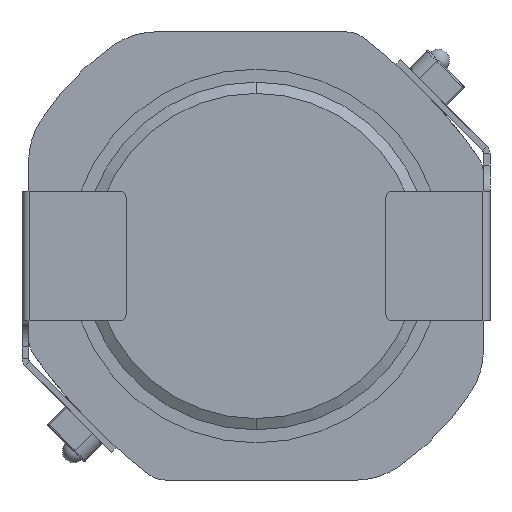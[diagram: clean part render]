
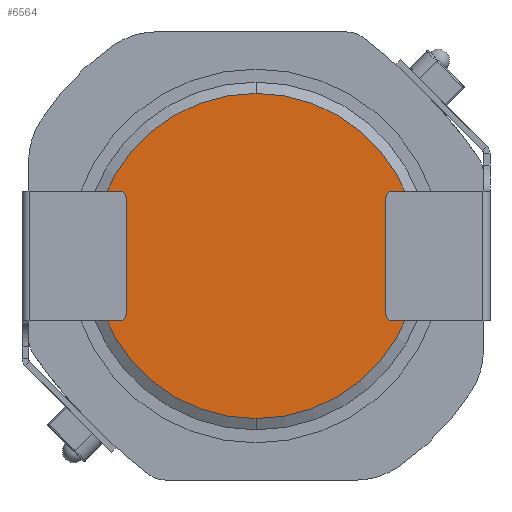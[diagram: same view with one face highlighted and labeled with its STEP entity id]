
A CAD part, front view. The second image highlights one B-rep face of the part: STEP entity #6564.
In plain terms, the highlighted planar face has unit normal (0, -1, 0).
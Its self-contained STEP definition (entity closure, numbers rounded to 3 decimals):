
#55 = CIRCLE ( 'NONE', #3155, 2.502 ) ;
#112 = VERTEX_POINT ( 'NONE', #446 ) ;
#446 = CARTESIAN_POINT ( 'NONE',  ( 0., 0.1, 2.502 ) ) ;
#710 = CIRCLE ( 'NONE', #9894, 2.502 ) ;
#1082 = DIRECTION ( 'NONE',  ( 0., 0., 1. ) ) ;
#1542 = FACE_OUTER_BOUND ( 'NONE', #9565, .T. ) ;
#2002 = EDGE_CURVE ( 'NONE', #112, #4243, #55, .T. ) ;
#2532 = CARTESIAN_POINT ( 'NONE',  ( 0., 0.1, -2.502 ) ) ;
#2683 = CARTESIAN_POINT ( 'NONE',  ( 0., 0.1, 0. ) ) ;
#2863 = ORIENTED_EDGE ( 'NONE', *, *, #5555, .T. ) ;
#3155 = AXIS2_PLACEMENT_3D ( 'NONE', #3441, #7980, #4140 ) ;
#3441 = CARTESIAN_POINT ( 'NONE',  ( 0., 0.1, 0. ) ) ;
#3478 = PLANE ( 'NONE',  #9454 ) ;
#3591 = DIRECTION ( 'NONE',  ( 0., -1., 0. ) ) ;
#4140 = DIRECTION ( 'NONE',  ( 0., 0., 1. ) ) ;
#4143 = DIRECTION ( 'NONE',  ( 0., 1., 0. ) ) ;
#4243 = VERTEX_POINT ( 'NONE', #2532 ) ;
#5148 = DIRECTION ( 'NONE',  ( 0., 0., 1. ) ) ;
#5555 = EDGE_CURVE ( 'NONE', #4243, #112, #710, .T. ) ;
#6564 = ADVANCED_FACE ( 'NONE', ( #1542 ), #3478, .F. ) ;
#6758 = CARTESIAN_POINT ( 'NONE',  ( 0., 0.1, 0. ) ) ;
#7980 = DIRECTION ( 'NONE',  ( 0., -1., 0. ) ) ;
#9454 = AXIS2_PLACEMENT_3D ( 'NONE', #2683, #4143, #1082 ) ;
#9565 = EDGE_LOOP ( 'NONE', ( #9726, #2863 ) ) ;
#9726 = ORIENTED_EDGE ( 'NONE', *, *, #2002, .T. ) ;
#9894 = AXIS2_PLACEMENT_3D ( 'NONE', #6758, #3591, #5148 ) ;
